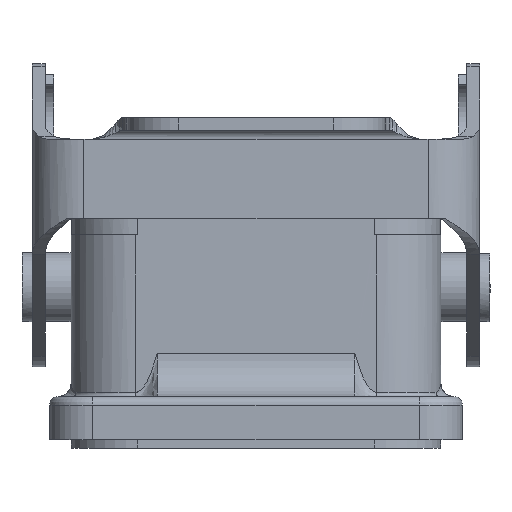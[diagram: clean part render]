
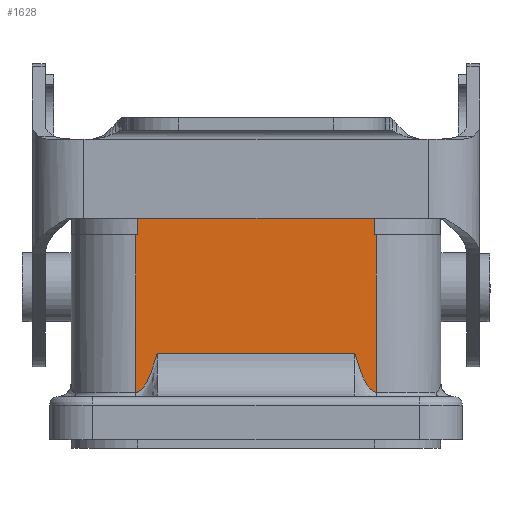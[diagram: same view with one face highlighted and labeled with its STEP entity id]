
A CAD part, left-side view. The second image highlights one B-rep face of the part: STEP entity #1628.
In plain terms, the highlighted planar face has unit normal (-1, 0, 0).
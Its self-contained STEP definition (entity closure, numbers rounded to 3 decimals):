
#1079=B_SPLINE_CURVE_WITH_KNOTS('',3,(#8813,#8814,#8815,#8816,#8817,#8818,
#8819,#8820,#8821,#8822,#8823,#8824,#8825,#8826,#8827,#8828),
 .UNSPECIFIED.,.F.,.F.,(4,2,2,2,2,2,2,4),(0.,0.047,0.109,
0.217,0.331,0.472,0.686,
1.),.UNSPECIFIED.);
#1081=B_SPLINE_CURVE_WITH_KNOTS('',3,(#8902,#8903,#8904,#8905),
 .UNSPECIFIED.,.F.,.F.,(4,4),(0.,1.),.UNSPECIFIED.);
#1082=B_SPLINE_CURVE_WITH_KNOTS('',3,(#8910,#8911,#8912,#8913),
 .UNSPECIFIED.,.F.,.F.,(4,4),(0.,1.),.UNSPECIFIED.);
#1083=B_SPLINE_CURVE_WITH_KNOTS('',3,(#8916,#8917,#8918,#8919,#8920,#8921,
#8922,#8923,#8924,#8925,#8926,#8927,#8928,#8929,#8930,#8931),
 .UNSPECIFIED.,.F.,.F.,(4,2,2,2,2,2,2,4),(0.,0.314,0.528,
0.669,0.783,0.891,0.953,
1.),.UNSPECIFIED.);
#1628=ADVANCED_FACE('',(#2075),#1923,.F.);
#1923=PLANE('',#6461);
#2075=FACE_OUTER_BOUND('',#2396,.T.);
#2396=EDGE_LOOP('',(#2999,#3000,#3001,#3002,#3003,#3004,#3005,#3006,#3007,
#3008));
#2999=ORIENTED_EDGE('',*,*,#4999,.F.);
#3000=ORIENTED_EDGE('',*,*,#4996,.F.);
#3001=ORIENTED_EDGE('',*,*,#4988,.F.);
#3002=ORIENTED_EDGE('',*,*,#5002,.F.);
#3003=ORIENTED_EDGE('',*,*,#5003,.F.);
#3004=ORIENTED_EDGE('',*,*,#4839,.F.);
#3005=ORIENTED_EDGE('',*,*,#5004,.T.);
#3006=ORIENTED_EDGE('',*,*,#5005,.T.);
#3007=ORIENTED_EDGE('',*,*,#5006,.F.);
#3008=ORIENTED_EDGE('',*,*,#5007,.F.);
#4321=VERTEX_POINT('',#8297);
#4322=VERTEX_POINT('',#8299);
#4344=VERTEX_POINT('',#8354);
#4419=VERTEX_POINT('',#8671);
#4429=VERTEX_POINT('',#8719);
#4434=VERTEX_POINT('',#8829);
#4436=VERTEX_POINT('',#8897);
#4438=VERTEX_POINT('',#8906);
#4439=VERTEX_POINT('',#8909);
#4440=VERTEX_POINT('',#8915);
#4839=EDGE_CURVE('',#4321,#4322,#5632,.T.);
#4988=EDGE_CURVE('',#4419,#4429,#5712,.T.);
#4996=EDGE_CURVE('',#4429,#4434,#1079,.T.);
#4999=EDGE_CURVE('',#4434,#4436,#5713,.T.);
#5002=EDGE_CURVE('',#4438,#4419,#1081,.T.);
#5003=EDGE_CURVE('',#4322,#4438,#5715,.T.);
#5004=EDGE_CURVE('',#4321,#4439,#5716,.T.);
#5005=EDGE_CURVE('',#4439,#4344,#1082,.T.);
#5006=EDGE_CURVE('',#4440,#4344,#5717,.T.);
#5007=EDGE_CURVE('',#4436,#4440,#1083,.T.);
#5632=LINE('',#8298,#6000);
#5712=LINE('',#8718,#6080);
#5713=LINE('',#8896,#6081);
#5715=LINE('',#8907,#6083);
#5716=LINE('',#8908,#6084);
#5717=LINE('',#8914,#6085);
#6000=VECTOR('',#6895,1.);
#6080=VECTOR('',#7197,1.);
#6081=VECTOR('',#7208,1.);
#6083=VECTOR('',#7214,1.);
#6084=VECTOR('',#7215,1.);
#6085=VECTOR('',#7216,1.);
#6461=AXIS2_PLACEMENT_3D('',#8932,#7217,#7218);
#6895=DIRECTION('',(0.,-1.,0.));
#7197=DIRECTION('',(0.,0.,-1.));
#7208=DIRECTION('',(0.,1.,0.));
#7214=DIRECTION('',(0.,0.,-1.));
#7215=DIRECTION('',(0.,0.,-1.));
#7216=DIRECTION('',(0.,0.,1.));
#7217=DIRECTION('',(1.,0.,0.));
#7218=DIRECTION('',(0.,1.,0.));
#8297=CARTESIAN_POINT('',(-60.,13.75,27.8));
#8298=CARTESIAN_POINT('',(-60.,-15.1,27.8));
#8299=CARTESIAN_POINT('',(-60.,-13.75,27.8));
#8354=CARTESIAN_POINT('',(-59.998,14.,23.8));
#8671=CARTESIAN_POINT('',(-59.998,-14.,23.8));
#8718=CARTESIAN_POINT('',(-60.,-14.,23.8));
#8719=CARTESIAN_POINT('',(-60.,-14.,5.5));
#8813=CARTESIAN_POINT('',(-60.,-14.,5.5));
#8814=CARTESIAN_POINT('',(-60.,-13.889,5.5));
#8815=CARTESIAN_POINT('',(-60.,-13.781,5.528));
#8816=CARTESIAN_POINT('',(-60.,-13.565,5.625));
#8817=CARTESIAN_POINT('',(-60.,-13.464,5.701));
#8818=CARTESIAN_POINT('',(-60.,-13.218,5.922));
#8819=CARTESIAN_POINT('',(-60.,-13.095,6.081));
#8820=CARTESIAN_POINT('',(-60.,-12.867,6.414));
#8821=CARTESIAN_POINT('',(-60.,-12.765,6.591));
#8822=CARTESIAN_POINT('',(-60.,-12.557,6.99));
#8823=CARTESIAN_POINT('',(-60.,-12.454,7.213));
#8824=CARTESIAN_POINT('',(-60.,-12.215,7.779));
#8825=CARTESIAN_POINT('',(-60.,-12.087,8.124));
#8826=CARTESIAN_POINT('',(-60.,-11.795,8.978));
#8827=CARTESIAN_POINT('',(-60.,-11.642,9.488));
#8828=CARTESIAN_POINT('',(-60.,-11.5,10.));
#8829=CARTESIAN_POINT('',(-60.,-11.5,10.));
#8896=CARTESIAN_POINT('',(-60.,-11.5,10.));
#8897=CARTESIAN_POINT('',(-60.,11.5,10.));
#8902=CARTESIAN_POINT('',(-60.,-13.75,23.8));
#8903=CARTESIAN_POINT('',(-60.,-13.833,23.8));
#8904=CARTESIAN_POINT('',(-59.999,-13.917,23.8));
#8905=CARTESIAN_POINT('',(-59.996,-14.,23.8));
#8906=CARTESIAN_POINT('',(-60.,-13.75,23.8));
#8907=CARTESIAN_POINT('',(-60.,-13.75,27.8));
#8908=CARTESIAN_POINT('',(-60.,13.75,27.8));
#8909=CARTESIAN_POINT('',(-60.,13.75,23.8));
#8910=CARTESIAN_POINT('',(-60.,13.75,23.8));
#8911=CARTESIAN_POINT('',(-60.,13.833,23.8));
#8912=CARTESIAN_POINT('',(-60.,13.917,23.8));
#8913=CARTESIAN_POINT('',(-60.,14.,23.8));
#8914=CARTESIAN_POINT('',(-60.,14.,5.5));
#8915=CARTESIAN_POINT('',(-60.,14.,5.5));
#8916=CARTESIAN_POINT('',(-60.,11.5,10.));
#8917=CARTESIAN_POINT('',(-60.,11.642,9.488));
#8918=CARTESIAN_POINT('',(-60.,11.795,8.978));
#8919=CARTESIAN_POINT('',(-60.,12.087,8.124));
#8920=CARTESIAN_POINT('',(-60.,12.215,7.779));
#8921=CARTESIAN_POINT('',(-60.,12.454,7.213));
#8922=CARTESIAN_POINT('',(-60.,12.557,6.99));
#8923=CARTESIAN_POINT('',(-60.,12.765,6.591));
#8924=CARTESIAN_POINT('',(-60.,12.867,6.414));
#8925=CARTESIAN_POINT('',(-60.,13.095,6.081));
#8926=CARTESIAN_POINT('',(-60.,13.218,5.922));
#8927=CARTESIAN_POINT('',(-60.,13.464,5.701));
#8928=CARTESIAN_POINT('',(-60.,13.565,5.625));
#8929=CARTESIAN_POINT('',(-60.,13.781,5.528));
#8930=CARTESIAN_POINT('',(-60.,13.889,5.5));
#8931=CARTESIAN_POINT('',(-60.,14.,5.5));
#8932=CARTESIAN_POINT('',(-60.,-15.1,4.9));
